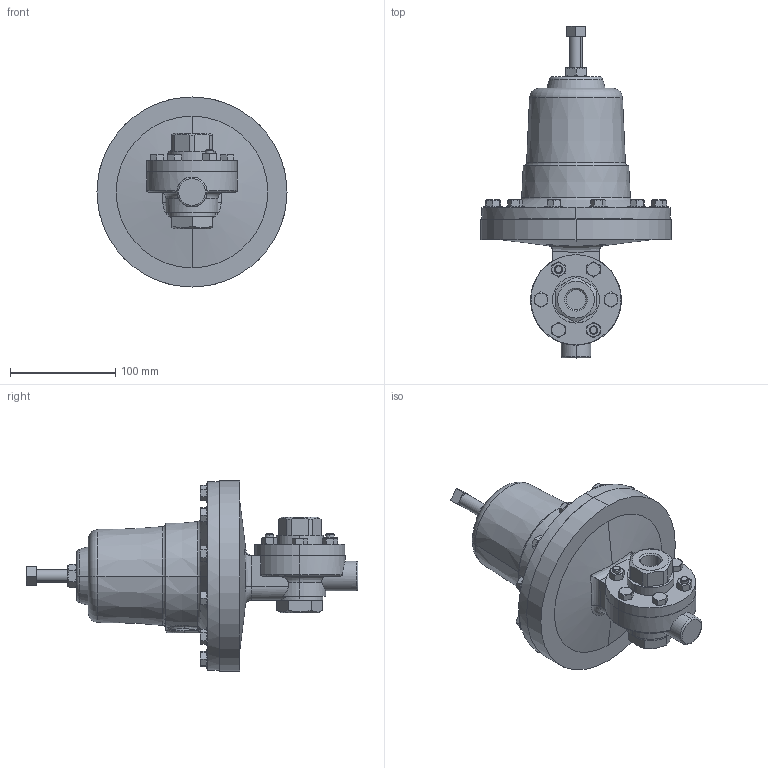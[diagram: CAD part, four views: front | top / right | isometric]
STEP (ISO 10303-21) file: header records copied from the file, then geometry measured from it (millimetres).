
FILE_DESCRIPTION (( 'STEP AP203' ), '1' );
FILE_NAME ('61-050-DI+BR-PT.STEP', '2017-07-24T12:01:58', ( '' ), ( '' ), 'SwSTEP 2.0', 'SolidWorks 2014', '' );
FILE_SCHEMA (( 'CONFIG_CONTROL_DESIGN' ));
Length unit declared in the file: inch
Products named in the file (2): 61-050-DI+BR-PT
Bounding box: 180.85 x 315.72 x 180.85 mm (x, y, z)
Volume: 2009633.4 mm3; surface area: 152104 mm2
Topology: 1 solids, 1 shells, 504 faces, 1187 edges, 720 vertices
Faces by surface type: plane 212, cone 157, cylinder 92, torus 24, bspline 17, sphere 2
Entity records: 16826 total; most frequent: CARTESIAN_POINT 5453, ORIENTED_EDGE 2374, DIRECTION 2292, EDGE_CURVE 1187, AXIS2_PLACEMENT_3D 953, VERTEX_POINT 720, EDGE_LOOP 563, ADVANCED_FACE 504
